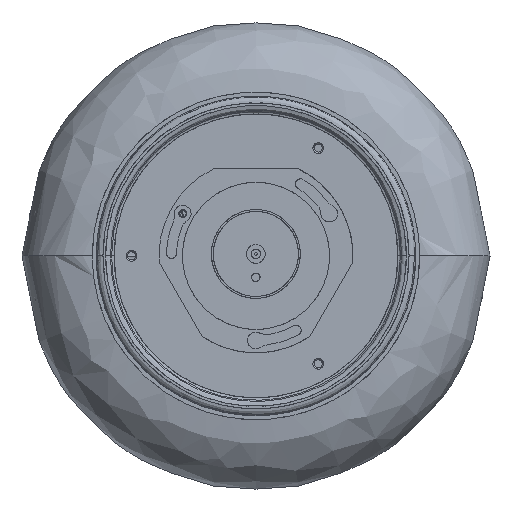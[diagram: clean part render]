
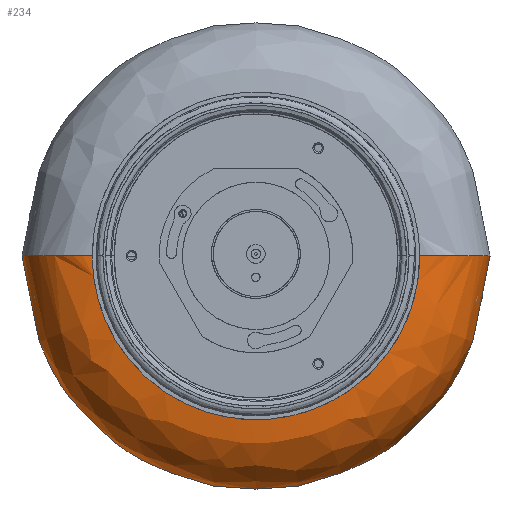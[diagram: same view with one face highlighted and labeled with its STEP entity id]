
A CAD part, top view. The second image highlights one B-rep face of the part: STEP entity #234.
In plain terms, the highlighted free-form (B-spline) face has degree [2, 2] with [5, 5] control points.
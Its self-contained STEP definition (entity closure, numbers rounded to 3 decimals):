
#234=ADVANCED_FACE('',(#345),#1529,.T.);
#345=FACE_OUTER_BOUND('',#468,.T.);
#468=EDGE_LOOP('',(#699,#700,#701,#702));
#699=ORIENTED_EDGE('',*,*,#1171,.T.);
#700=ORIENTED_EDGE('',*,*,#1139,.T.);
#701=ORIENTED_EDGE('',*,*,#1176,.F.);
#702=ORIENTED_EDGE('',*,*,#1175,.F.);
#1139=EDGE_CURVE('',#1395,#1396,#1657,.T.);
#1171=EDGE_CURVE('',#1419,#1395,#1685,.T.);
#1175=EDGE_CURVE('',#1419,#1421,#1689,.T.);
#1176=EDGE_CURVE('',#1421,#1396,#1690,.T.);
#1395=VERTEX_POINT('',#3408);
#1396=VERTEX_POINT('',#3409);
#1419=VERTEX_POINT('',#3432);
#1421=VERTEX_POINT('',#3434);
#1529=(
BOUNDED_SURFACE()
B_SPLINE_SURFACE(2,2,((#3068,#3069,#3070,#3071,#3072),(#3073,#3074,#3075,
#3076,#3077),(#3078,#3079,#3080,#3081,#3082),(#3083,#3084,#3085,#3086,#3087),
(#3088,#3089,#3090,#3091,#3092)),.UNSPECIFIED.,.F.,.F.,.F.)
B_SPLINE_SURFACE_WITH_KNOTS((3,2,3),(3,2,3),(0.,154.522,309.044),
(0.,518.693,1037.386),.UNSPECIFIED.)
GEOMETRIC_REPRESENTATION_ITEM()
RATIONAL_B_SPLINE_SURFACE(((1.,0.707,1.,0.707,1.),
(0.76,0.538,0.76,0.538,
0.76),(1.,0.707,1.,0.707,1.),(0.76,
0.538,0.76,0.538,0.76),
(1.,0.707,1.,0.707,1.)))
REPRESENTATION_ITEM('')
SURFACE()
);
#1657=(
BOUNDED_CURVE()
B_SPLINE_CURVE(2,(#2880,#2881,#2882,#2883,#2884),.UNSPECIFIED.,.F.,.F.)
B_SPLINE_CURVE_WITH_KNOTS((3,2,3),(0.,154.522,309.044),
.UNSPECIFIED.)
CURVE()
GEOMETRIC_REPRESENTATION_ITEM()
RATIONAL_B_SPLINE_CURVE((1.,0.76,1.,0.76,1.))
REPRESENTATION_ITEM('')
);
#1685=(
BOUNDED_CURVE()
B_SPLINE_CURVE(2,(#3000,#3001,#3002,#3003,#3004),.UNSPECIFIED.,.F.,.F.)
B_SPLINE_CURVE_WITH_KNOTS((3,2,3),(-550.329,-275.164,0.),
.UNSPECIFIED.)
CURVE()
GEOMETRIC_REPRESENTATION_ITEM()
RATIONAL_B_SPLINE_CURVE((1.,0.707,1.,0.707,1.))
REPRESENTATION_ITEM('')
);
#1689=(
BOUNDED_CURVE()
B_SPLINE_CURVE(2,(#3020,#3021,#3022,#3023,#3024),.UNSPECIFIED.,.F.,.F.)
B_SPLINE_CURVE_WITH_KNOTS((3,2,3),(0.,154.522,309.044),
.UNSPECIFIED.)
CURVE()
GEOMETRIC_REPRESENTATION_ITEM()
RATIONAL_B_SPLINE_CURVE((1.,0.76,1.,0.76,1.))
REPRESENTATION_ITEM('')
);
#1690=(
BOUNDED_CURVE()
B_SPLINE_CURVE(2,(#3025,#3026,#3027,#3028,#3029),.UNSPECIFIED.,.F.,.F.)
B_SPLINE_CURVE_WITH_KNOTS((3,2,3),(-1037.386,-518.693,0.),
.UNSPECIFIED.)
CURVE()
GEOMETRIC_REPRESENTATION_ITEM()
RATIONAL_B_SPLINE_CURVE((1.,0.707,1.,0.707,1.))
REPRESENTATION_ITEM('')
);
#2880=CARTESIAN_POINT('',(-174.791,96.244,330.098));
#2881=CARTESIAN_POINT('',(-238.927,96.244,330.098));
#2882=CARTESIAN_POINT('',(-248.945,96.244,266.75));
#2883=CARTESIAN_POINT('',(-258.963,96.244,203.401));
#2884=CARTESIAN_POINT('',(-197.957,96.244,183.611));
#3000=CARTESIAN_POINT('',(175.559,96.244,330.098));
#3001=CARTESIAN_POINT('',(175.559,-78.931,330.098));
#3002=CARTESIAN_POINT('',(0.384,-78.931,330.098));
#3003=CARTESIAN_POINT('',(-174.791,-78.931,330.098));
#3004=CARTESIAN_POINT('',(-174.791,96.244,330.098));
#3020=CARTESIAN_POINT('',(175.559,96.244,330.098));
#3021=CARTESIAN_POINT('',(239.694,96.244,330.098));
#3022=CARTESIAN_POINT('',(249.712,96.244,266.75));
#3023=CARTESIAN_POINT('',(259.73,96.244,203.401));
#3024=CARTESIAN_POINT('',(198.724,96.244,183.611));
#3025=CARTESIAN_POINT('',(198.724,96.244,183.611));
#3026=CARTESIAN_POINT('',(198.724,-102.096,183.611));
#3027=CARTESIAN_POINT('',(0.384,-102.096,183.611));
#3028=CARTESIAN_POINT('',(-197.957,-102.096,183.611));
#3029=CARTESIAN_POINT('',(-197.957,96.244,183.611));
#3068=CARTESIAN_POINT('',(-174.791,96.244,330.098));
#3069=CARTESIAN_POINT('',(-174.791,-78.931,330.098));
#3070=CARTESIAN_POINT('',(0.384,-78.931,330.098));
#3071=CARTESIAN_POINT('',(175.559,-78.931,330.098));
#3072=CARTESIAN_POINT('',(175.559,96.244,330.098));
#3073=CARTESIAN_POINT('',(-238.927,96.244,330.098));
#3074=CARTESIAN_POINT('',(-238.927,-143.066,330.098));
#3075=CARTESIAN_POINT('',(0.384,-143.066,330.098));
#3076=CARTESIAN_POINT('',(239.694,-143.066,330.098));
#3077=CARTESIAN_POINT('',(239.694,96.244,330.098));
#3078=CARTESIAN_POINT('',(-248.945,96.244,266.75));
#3079=CARTESIAN_POINT('',(-248.945,-153.084,266.75));
#3080=CARTESIAN_POINT('',(0.384,-153.084,266.75));
#3081=CARTESIAN_POINT('',(249.712,-153.084,266.75));
#3082=CARTESIAN_POINT('',(249.712,96.244,266.75));
#3083=CARTESIAN_POINT('',(-258.963,96.244,203.401));
#3084=CARTESIAN_POINT('',(-258.963,-163.102,203.401));
#3085=CARTESIAN_POINT('',(0.384,-163.102,203.401));
#3086=CARTESIAN_POINT('',(259.73,-163.102,203.401));
#3087=CARTESIAN_POINT('',(259.73,96.244,203.401));
#3088=CARTESIAN_POINT('',(-197.957,96.244,183.611));
#3089=CARTESIAN_POINT('',(-197.957,-102.096,183.611));
#3090=CARTESIAN_POINT('',(0.384,-102.096,183.611));
#3091=CARTESIAN_POINT('',(198.724,-102.096,183.611));
#3092=CARTESIAN_POINT('',(198.724,96.244,183.611));
#3408=CARTESIAN_POINT('',(-174.791,96.244,330.098));
#3409=CARTESIAN_POINT('',(-197.957,96.244,183.611));
#3432=CARTESIAN_POINT('',(175.559,96.244,330.098));
#3434=CARTESIAN_POINT('',(198.724,96.244,183.611));
